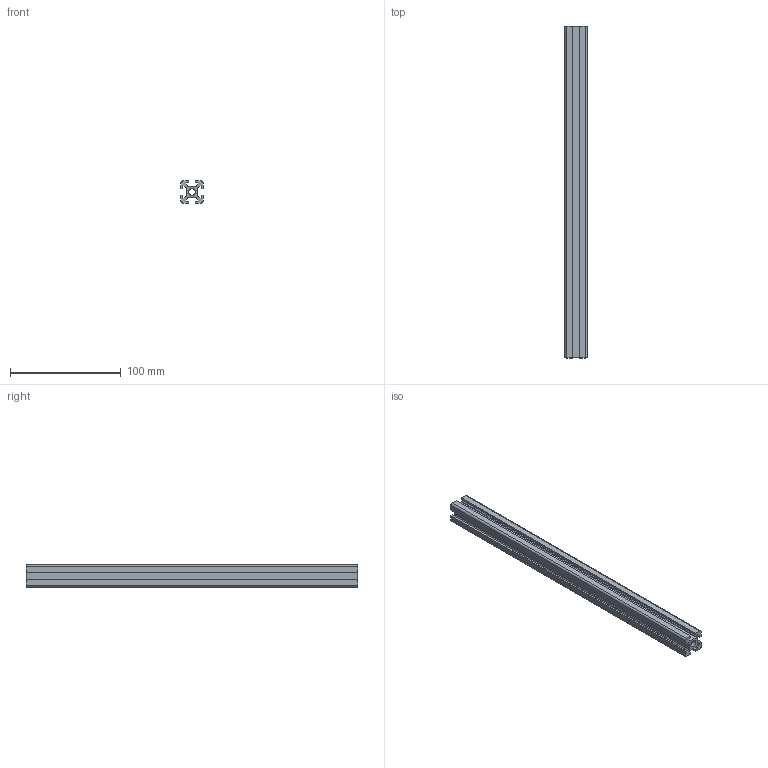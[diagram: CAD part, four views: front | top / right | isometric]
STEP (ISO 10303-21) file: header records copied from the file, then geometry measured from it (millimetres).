
FILE_DESCRIPTION (( 'STEP AP214' ), '1' );
FILE_NAME ('1728137961682.step', '2024-10-05T14:19:44', ( 'Windows User' ), ( '' ), 'SwSTEP 2.0', 'SolidWorks 2011', '' );
FILE_SCHEMA (( 'AUTOMOTIVE_DESIGN' ));
Length unit declared in the file: millimetre
Products named in the file (2): 1.10.020020.43SPx300.00(1); 1728137961682
Assembly tree (1 placements, depth 2):
  1728137961682
    1.10.020020.43SPx300.00(1)
Bounding box: 20 x 300 x 20 mm (x, y, z)
Volume: 61951.2 mm3; surface area: 48762 mm2
Topology: 1 solids, 1 shells, 60 faces, 174 edges, 116 vertices
Faces by surface type: plane 46, cylinder 14
Entity records: 2036 total; most frequent: CARTESIAN_POINT 354, ORIENTED_EDGE 348, DIRECTION 330, EDGE_CURVE 174, LINE 146, VECTOR 146, VERTEX_POINT 116, AXIS2_PLACEMENT_3D 92
